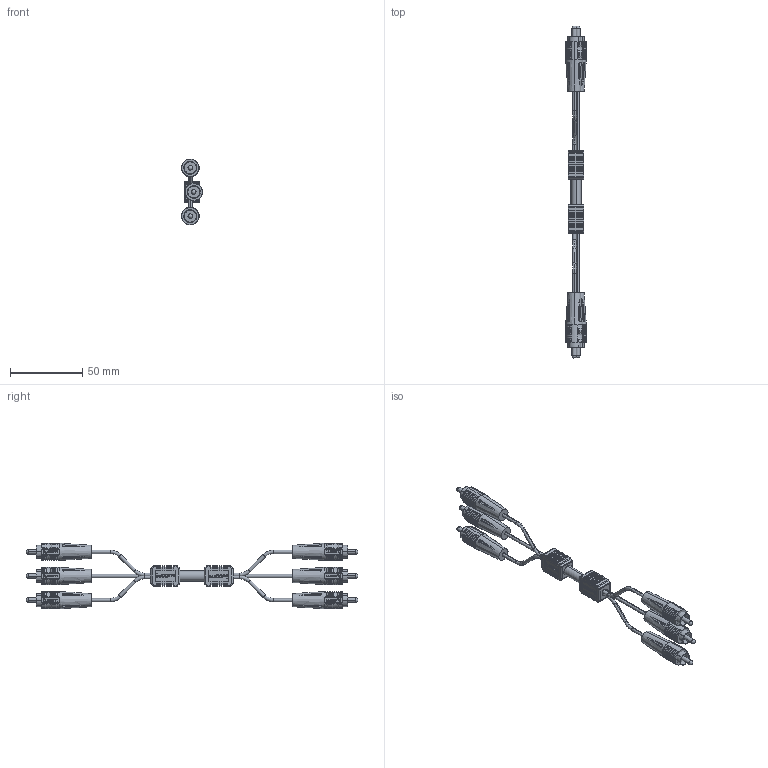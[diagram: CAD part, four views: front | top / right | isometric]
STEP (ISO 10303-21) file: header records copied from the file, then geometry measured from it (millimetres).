
FILE_DESCRIPTION (( 'STEP AP214' ), '1' );
FILE_NAME ('CVR3MM.STEP', '2019-02-25T12:52:52', ( '' ), ( '' ), 'SwSTEP 2.0', 'SolidWorks 2017', '' );
FILE_SCHEMA (( 'AUTOMOTIVE_DESIGN' ));
Length unit declared in the file: inch
Products named in the file (6): CVR3MM; MTN-454_CCR3MM - New Logo; CVR3MM-2-MA3; MTN-185_NEW LOGO; CC59RCA_New Logo; RCA M
Assembly tree (11 placements, depth 3):
  CVR3MM
    CVR3MM-2-MA3
    MTN-454_CCR3MM - New Logo  x2
    CC59RCA_New Logo  x6
      MTN-185_NEW LOGO
      RCA M
Bounding box: 14.83 x 229.76 x 45.42 mm (x, y, z)
Volume: 30046.2 mm3; surface area: 20525.7 mm2
Topology: 15 solids, 15 shells, 3584 faces, 8798 edges, 5414 vertices
Faces by surface type: plane 1676, cylinder 818, bspline 470, torus 464, sphere 138, cone 18
Entity records: 34783 total; most frequent: CARTESIAN_POINT 7897, DIRECTION 5450, ORIENTED_EDGE 5364, EDGE_CURVE 2682, AXIS2_PLACEMENT_3D 2015, VERTEX_POINT 1623, LINE 1420, VECTOR 1420
